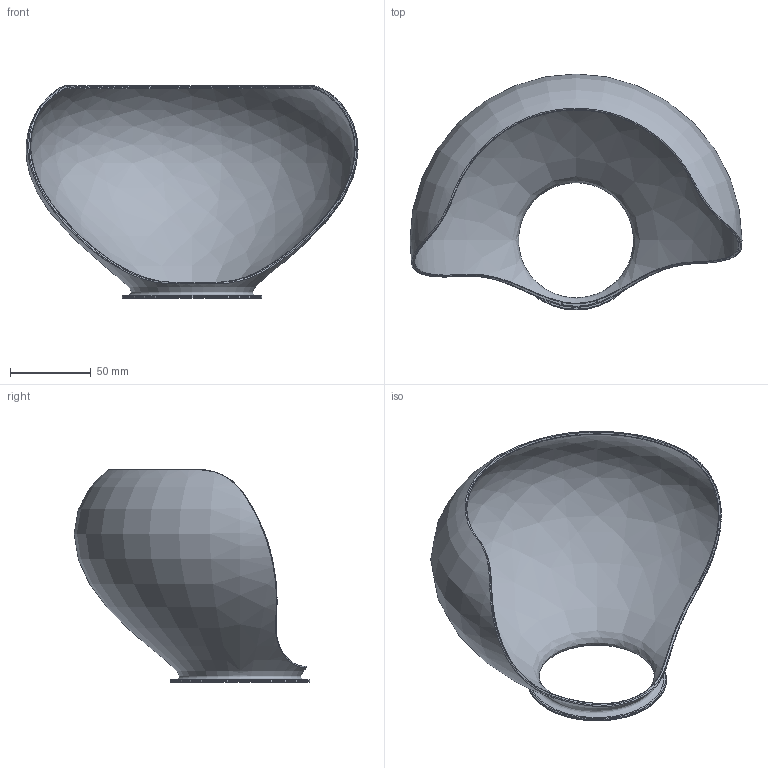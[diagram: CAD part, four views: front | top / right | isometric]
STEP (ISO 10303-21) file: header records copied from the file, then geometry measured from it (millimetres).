
FILE_DESCRIPTION(/* description */ (''),/* implementation_level */ '2;1');
FILE_NAME(/* name */ 'Bulb Shade v1.step',/* time_stamp */ '2024-06-13T16:12:09-07:00',/* author */ (''),/* organization */ (''),/* preprocessor_version */ 'ST-DEVELOPER v20',/* originating_system */ 'Autodesk Translation Framework v13.14.0.145',/* authorisation */ '');
FILE_SCHEMA (('AUTOMOTIVE_DESIGN { 1 0 10303 214 3 1 1 }'));
Length unit declared in the file: millimetre
Products named in the file (1): Bulb Shade
Bounding box: 206.06 x 146.28 x 132.18 mm (x, y, z)
Volume: 94558.1 mm3; surface area: 95645.8 mm2
Topology: 1 solids, 1 shells, 32 faces, 83 edges, 53 vertices
Faces by surface type: bspline 21, plane 5, cylinder 3, torus 2, cone 1
Full cylindrical faces by diameter (mm): 86.5 x1
Entity records: 2689 total; most frequent: CARTESIAN_POINT 2018, ORIENTED_EDGE 166, EDGE_CURVE 83, DIRECTION 79, VERTEX_POINT 53, B_SPLINE_CURVE_WITH_KNOTS 52, AXIS2_PLACEMENT_3D 37, EDGE_LOOP 34
